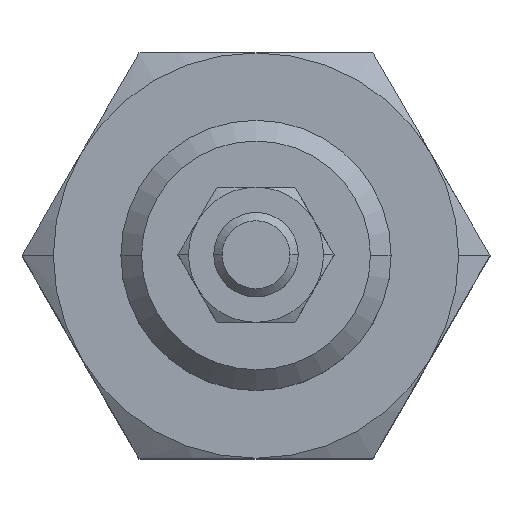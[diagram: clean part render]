
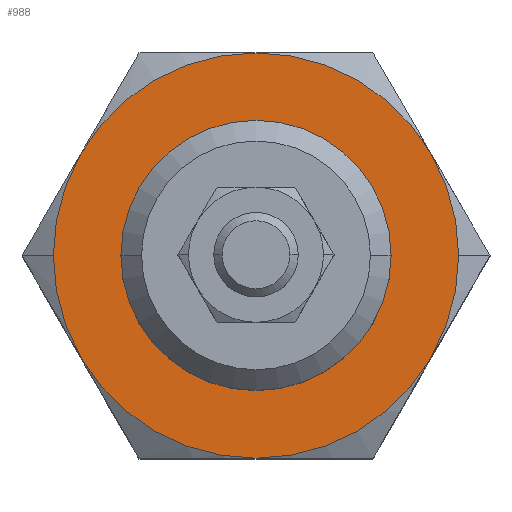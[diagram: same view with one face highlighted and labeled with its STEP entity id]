
A CAD part, top view. The second image highlights one B-rep face of the part: STEP entity #988.
In plain terms, the highlighted planar face has unit normal (0, 0, 1).
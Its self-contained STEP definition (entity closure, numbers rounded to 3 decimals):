
#982=EDGE_CURVE('',#1098,#1114,#2431,.T.);
#988=ADVANCED_FACE('',(#2437,#2438),#2439,.T.);
#1068=EDGE_CURVE('',#1114,#1736,#2536,.T.);
#1098=VERTEX_POINT('',#2570);
#1114=VERTEX_POINT('',#2588);
#1140=EDGE_CURVE('',#1730,#1216,#2618,.T.);
#1192=EDGE_CURVE('',#1216,#1336,#2677,.T.);
#1208=EDGE_CURVE('',#1736,#1730,#2697,.T.);
#1216=VERTEX_POINT('',#2706);
#1246=VERTEX_POINT('',#2741);
#1298=EDGE_CURVE('',#1336,#1454,#2799,.T.);
#1332=EDGE_CURVE('',#1246,#1624,#2838,.T.);
#1336=VERTEX_POINT('',#2843);
#1402=EDGE_CURVE('',#1454,#1678,#2918,.T.);
#1454=VERTEX_POINT('',#2975);
#1520=EDGE_CURVE('',#1624,#1246,#3049,.T.);
#1624=VERTEX_POINT('',#3164);
#1678=VERTEX_POINT('',#3226);
#1730=VERTEX_POINT('',#3283);
#1736=VERTEX_POINT('',#3289);
#2138=EDGE_CURVE('',#1678,#1098,#3731,.T.);
#2431=CIRCLE('',#4245,12.0);
#2437=FACE_OUTER_BOUND('',#4252,.T.);
#2438=FACE_BOUND('',#4253,.T.);
#2439=PLANE('',#4254);
#2536=CIRCLE('',#4431,12.0);
#2570=CARTESIAN_POINT('',(-10.392,6.,47.5));
#2588=CARTESIAN_POINT('',(0.,12.0,47.5));
#2618=CIRCLE('',#4580,12.0);
#2677=CIRCLE('',#4709,12.0);
#2697=CIRCLE('',#4734,12.0);
#2706=CARTESIAN_POINT('',(10.392,-6.0,47.5));
#2741=CARTESIAN_POINT('',(0.,-8.,47.5));
#2799=CIRCLE('',#4918,12.0);
#2838=CIRCLE('',#4999,8.);
#2843=CARTESIAN_POINT('',(0.,-12.0,47.5));
#2918=CIRCLE('',#5132,12.0);
#2975=CARTESIAN_POINT('',(-10.392,-6.,47.5));
#3049=CIRCLE('',#5366,8.);
#3164=CARTESIAN_POINT('',(0.,8.,47.5));
#3226=CARTESIAN_POINT('',(-12.0,0.,47.5));
#3283=CARTESIAN_POINT('',(12.0,0.,47.5));
#3289=CARTESIAN_POINT('',(10.392,6.0,47.5));
#3731=CIRCLE('',#6586,12.0);
#4245=AXIS2_PLACEMENT_3D('',#6937,#6938,#6939);
#4252=EDGE_LOOP('',(#6944,#6945,#6946,#6947,#6948,#6949,#6950,#6951));
#4253=EDGE_LOOP('',(#6952,#6953));
#4254=AXIS2_PLACEMENT_3D('',#6954,#6955,#6956);
#4431=AXIS2_PLACEMENT_3D('',#7103,#7104,#7105);
#4580=AXIS2_PLACEMENT_3D('',#7199,#7200,#7201);
#4709=AXIS2_PLACEMENT_3D('',#7264,#7265,#7266);
#4734=AXIS2_PLACEMENT_3D('',#7292,#7293,#7294);
#4918=AXIS2_PLACEMENT_3D('',#7420,#7421,#7422);
#4999=AXIS2_PLACEMENT_3D('',#7474,#7475,#7476);
#5132=AXIS2_PLACEMENT_3D('',#7570,#7571,#7572);
#5366=AXIS2_PLACEMENT_3D('',#7718,#7719,#7720);
#6586=AXIS2_PLACEMENT_3D('',#8445,#8446,#8447);
#6937=CARTESIAN_POINT('',(0.,0.,47.5));
#6938=DIRECTION('',(-0.0,0.0,-1.0));
#6939=DIRECTION('',(-1.0,0.,0.0));
#6944=ORIENTED_EDGE('',*,*,#1402,.F.);
#6945=ORIENTED_EDGE('',*,*,#1298,.F.);
#6946=ORIENTED_EDGE('',*,*,#1192,.F.);
#6947=ORIENTED_EDGE('',*,*,#1140,.F.);
#6948=ORIENTED_EDGE('',*,*,#1208,.F.);
#6949=ORIENTED_EDGE('',*,*,#1068,.F.);
#6950=ORIENTED_EDGE('',*,*,#982,.F.);
#6951=ORIENTED_EDGE('',*,*,#2138,.F.);
#6952=ORIENTED_EDGE('',*,*,#1332,.T.);
#6953=ORIENTED_EDGE('',*,*,#1520,.T.);
#6954=CARTESIAN_POINT('',(-9.386,0.,47.5));
#6955=DIRECTION('',(0.0,0.0,1.0));
#6956=DIRECTION('',(-1.0,0.,0.0));
#7103=CARTESIAN_POINT('',(0.,0.,47.5));
#7104=DIRECTION('',(-0.0,0.0,-1.0));
#7105=DIRECTION('',(-1.0,0.,0.0));
#7199=CARTESIAN_POINT('',(0.,0.,47.5));
#7200=DIRECTION('',(-0.0,0.0,-1.0));
#7201=DIRECTION('',(-1.0,0.,0.0));
#7264=CARTESIAN_POINT('',(0.,0.,47.5));
#7265=DIRECTION('',(-0.0,0.0,-1.0));
#7266=DIRECTION('',(-1.0,0.,0.0));
#7292=CARTESIAN_POINT('',(0.,0.,47.5));
#7293=DIRECTION('',(-0.0,0.0,-1.0));
#7294=DIRECTION('',(-1.0,0.,0.0));
#7420=CARTESIAN_POINT('',(0.,0.,47.5));
#7421=DIRECTION('',(-0.0,0.0,-1.0));
#7422=DIRECTION('',(-1.0,0.,0.0));
#7474=CARTESIAN_POINT('',(0.0,0.,47.5));
#7475=DIRECTION('',(0.0,0.0,-1.0));
#7476=DIRECTION('',(0.,-1.0,0.0));
#7570=CARTESIAN_POINT('',(0.,0.,47.5));
#7571=DIRECTION('',(-0.0,0.0,-1.0));
#7572=DIRECTION('',(-1.0,0.,0.0));
#7718=CARTESIAN_POINT('',(0.0,0.,47.5));
#7719=DIRECTION('',(0.0,0.0,-1.0));
#7720=DIRECTION('',(0.,-1.0,0.0));
#8445=CARTESIAN_POINT('',(0.,0.,47.5));
#8446=DIRECTION('',(-0.0,0.0,-1.0));
#8447=DIRECTION('',(-1.0,0.,0.0));
